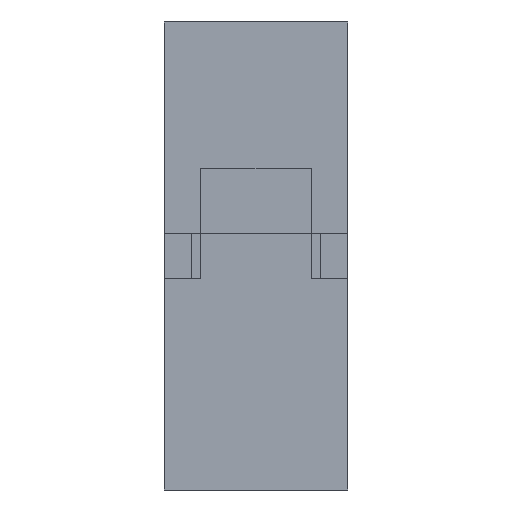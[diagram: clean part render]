
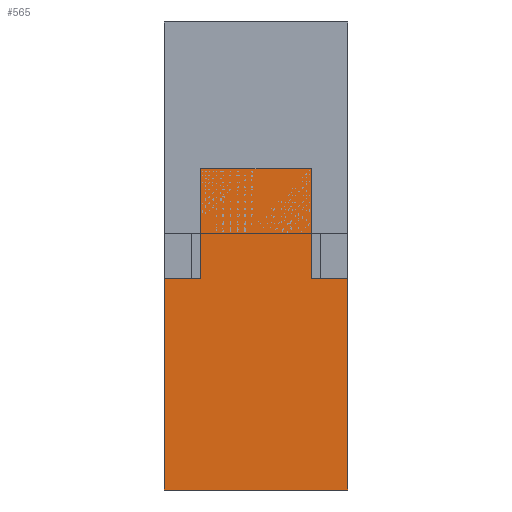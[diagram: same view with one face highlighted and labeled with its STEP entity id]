
A CAD part, front view. The second image highlights one B-rep face of the part: STEP entity #565.
In plain terms, the highlighted planar face has unit normal (0, -1, 0).
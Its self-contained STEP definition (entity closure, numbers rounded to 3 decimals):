
#565=ADVANCED_FACE('',(#1183),#1184,.F.);
#1183=FACE_OUTER_BOUND('',#1952,.T.);
#1184=PLANE('',#1953);
#1952=EDGE_LOOP('',(#2942,#2943,#2944,#2945,#2946,#2947,#2948,#2949));
#1953=AXIS2_PLACEMENT_3D('',#2950,#2951,#2952);
#2942=ORIENTED_EDGE('',*,*,#4897,.T.);
#2943=ORIENTED_EDGE('',*,*,#4920,.T.);
#2944=ORIENTED_EDGE('',*,*,#4930,.T.);
#2945=ORIENTED_EDGE('',*,*,#4927,.T.);
#2946=ORIENTED_EDGE('',*,*,#4900,.T.);
#2947=ORIENTED_EDGE('',*,*,#4916,.T.);
#2948=ORIENTED_EDGE('',*,*,#4910,.T.);
#2949=ORIENTED_EDGE('',*,*,#4904,.T.);
#2950=CARTESIAN_POINT('',(10.0,0.0,17.5));
#2951=DIRECTION('',(-0.0,1.0,0.0));
#2952=DIRECTION('',(1.0,0.0,0.0));
#4897=EDGE_CURVE('',#5826,#5824,#5827,.T.);
#4900=EDGE_CURVE('',#5831,#5829,#5832,.T.);
#4904=EDGE_CURVE('',#5837,#5826,#5838,.T.);
#4910=EDGE_CURVE('',#5845,#5837,#5846,.T.);
#4916=EDGE_CURVE('',#5829,#5845,#5853,.T.);
#4920=EDGE_CURVE('',#5824,#5857,#5859,.T.);
#4927=EDGE_CURVE('',#5867,#5831,#5868,.T.);
#4930=EDGE_CURVE('',#5857,#5867,#5871,.T.);
#5824=VERTEX_POINT('',#7157);
#5826=VERTEX_POINT('',#7160);
#5827=LINE('',#7161,#7162);
#5829=VERTEX_POINT('',#7165);
#5831=VERTEX_POINT('',#7168);
#5832=LINE('',#7169,#7170);
#5837=VERTEX_POINT('',#7177);
#5838=LINE('',#7178,#7179);
#5845=VERTEX_POINT('',#7189);
#5846=LINE('',#7190,#7191);
#5853=LINE('',#7201,#7202);
#5857=VERTEX_POINT('',#7207);
#5859=LINE('',#7210,#7211);
#5867=VERTEX_POINT('',#7222);
#5868=LINE('',#7223,#7224);
#5871=LINE('',#7228,#7229);
#7157=CARTESIAN_POINT('',(0.0,0.0,23.0));
#7160=CARTESIAN_POINT('',(4.0,0.0,23.0));
#7161=CARTESIAN_POINT('',(6.0,0.0,23.0));
#7162=VECTOR('',#8774,1.0);
#7165=CARTESIAN_POINT('',(16.0,0.0,23.0));
#7168=CARTESIAN_POINT('',(20.0,0.0,23.0));
#7169=CARTESIAN_POINT('',(14.0,0.0,23.0));
#7170=VECTOR('',#8777,1.0);
#7177=CARTESIAN_POINT('',(4.0,0.0,35.0));
#7178=CARTESIAN_POINT('',(4.0,0.0,23.25));
#7179=VECTOR('',#8780,1.0);
#7189=CARTESIAN_POINT('',(16.0,0.0,35.0));
#7190=CARTESIAN_POINT('',(10.0,0.0,35.0));
#7191=VECTOR('',#8784,1.0);
#7201=CARTESIAN_POINT('',(16.0,0.0,23.25));
#7202=VECTOR('',#8788,1.0);
#7207=CARTESIAN_POINT('',(0.0,0.0,0.0));
#7210=CARTESIAN_POINT('',(0.0,0.0,17.5));
#7211=VECTOR('',#8791,1.0);
#7222=CARTESIAN_POINT('',(20.0,0.0,0.0));
#7223=CARTESIAN_POINT('',(20.0,0.0,17.5));
#7224=VECTOR('',#8795,1.0);
#7228=CARTESIAN_POINT('',(10.0,0.0,0.0));
#7229=VECTOR('',#8797,1.0);
#8774=DIRECTION('',(-1.0,0.0,0.0));
#8777=DIRECTION('',(-1.0,0.0,0.0));
#8780=DIRECTION('',(0.0,0.0,-1.0));
#8784=DIRECTION('',(-1.0,0.0,0.0));
#8788=DIRECTION('',(0.0,0.0,1.0));
#8791=DIRECTION('',(0.0,0.0,-1.0));
#8795=DIRECTION('',(0.0,0.0,1.0));
#8797=DIRECTION('',(1.0,0.0,0.0));
